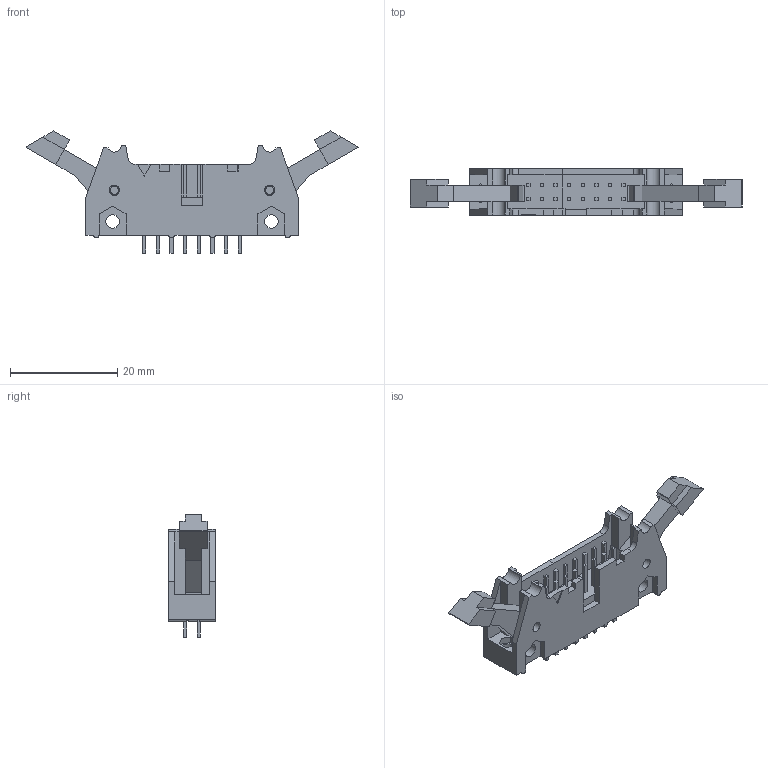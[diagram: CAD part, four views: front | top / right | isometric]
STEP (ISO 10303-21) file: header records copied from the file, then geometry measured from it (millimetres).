
FILE_DESCRIPTION(/* description */ (''),/* implementation_level */ '2;1');
FILE_NAME(/* name */ '3M_N3408-6302RB.stp',/* time_stamp */ '2015-12-18T13:34:47+01:00',/* author */ ('riccim'),/* organization */ (''),/* preprocessor_version */ 'ST-DEVELOPER v15.5',/* originating_system */ 'AutoCAD Mechanical',/* authorisation */ ', , ');
FILE_SCHEMA (('AUTOMOTIVE_DESIGN { 1 0 10303 214 3 1 1 }'));
Length unit declared in the file: millimetre
Products named in the file (1): Product
Bounding box: 61.88 x 8.64 x 22.8 mm (x, y, z)
Volume: 3231.6 mm3; surface area: 4162 mm2
Topology: 35 solids, 35 shells, 366 faces, 872 edges, 576 vertices
Faces by surface type: plane 332, cylinder 34
Full cylindrical faces by diameter (mm): 1.575 x2, 1.905 x2, 2.54 x4
Entity records: 10425 total; most frequent: CARTESIAN_POINT 1877, ORIENTED_EDGE 1720, DIRECTION 1656, EDGE_CURVE 860, LINE 790, VECTOR 790, VERTEX_POINT 572, AXIS2_PLACEMENT_3D 433
